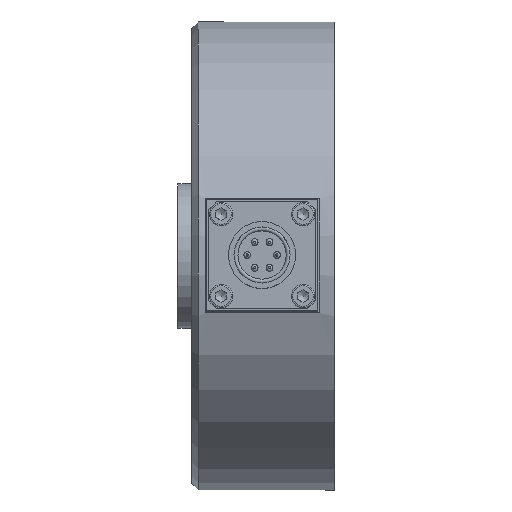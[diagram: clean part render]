
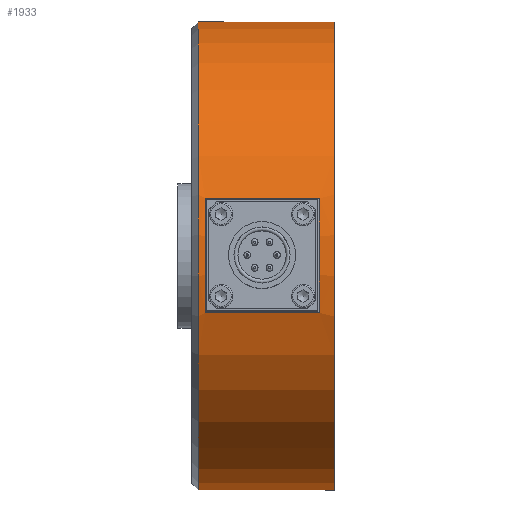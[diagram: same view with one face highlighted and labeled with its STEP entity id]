
A CAD part, top view. The second image highlights one B-rep face of the part: STEP entity #1933.
In plain terms, the highlighted cylindrical face has radius 52.324 mm (diameter 104.648 mm), a full revolution.
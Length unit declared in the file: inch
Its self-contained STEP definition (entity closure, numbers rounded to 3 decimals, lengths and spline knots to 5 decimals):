
#67=CYLINDRICAL_SURFACE('',#2102,2.06);
#121=LINE('',#2945,#217);
#123=LINE('',#2949,#219);
#217=VECTOR('',#2353,1.);
#219=VECTOR('',#2355,1.);
#373=FACE_BOUND('',#620,.T.);
#374=FACE_BOUND('',#621,.T.);
#476=FACE_OUTER_BOUND('',#619,.T.);
#619=EDGE_LOOP('',(#1418));
#620=EDGE_LOOP('',(#1419,#1420,#1421,#1422));
#621=EDGE_LOOP('',(#1423));
#807=CIRCLE('',#2103,2.06);
#808=CIRCLE('',#2104,2.06);
#809=CIRCLE('',#2105,2.06);
#810=CIRCLE('',#2106,2.06);
#921=VERTEX_POINT('',#2943);
#922=VERTEX_POINT('',#2944);
#923=VERTEX_POINT('',#2946);
#924=VERTEX_POINT('',#2948);
#947=VERTEX_POINT('',#3007);
#948=VERTEX_POINT('',#3011);
#1114=EDGE_CURVE('',#921,#922,#121,.T.);
#1116=EDGE_CURVE('',#924,#923,#123,.T.);
#1140=EDGE_CURVE('',#947,#947,#807,.T.);
#1141=EDGE_CURVE('',#923,#921,#808,.T.);
#1142=EDGE_CURVE('',#922,#924,#809,.T.);
#1143=EDGE_CURVE('',#948,#948,#810,.T.);
#1418=ORIENTED_EDGE('',*,*,#1140,.F.);
#1419=ORIENTED_EDGE('',*,*,#1141,.T.);
#1420=ORIENTED_EDGE('',*,*,#1114,.T.);
#1421=ORIENTED_EDGE('',*,*,#1142,.T.);
#1422=ORIENTED_EDGE('',*,*,#1116,.T.);
#1423=ORIENTED_EDGE('',*,*,#1143,.F.);
#1933=ADVANCED_FACE('',(#476,#373,#374),#67,.T.);
#2102=AXIS2_PLACEMENT_3D('',#3006,#2419,#2420);
#2103=AXIS2_PLACEMENT_3D('',#3008,#2421,#2422);
#2104=AXIS2_PLACEMENT_3D('',#3009,#2423,#2424);
#2105=AXIS2_PLACEMENT_3D('',#3010,#2425,#2426);
#2106=AXIS2_PLACEMENT_3D('',#3012,#2427,#2428);
#2353=DIRECTION('',(-1.,0.,0.));
#2355=DIRECTION('',(1.,0.,0.));
#2419=DIRECTION('center_axis',(1.,0.,0.));
#2420=DIRECTION('ref_axis',(0.,0.707,-0.707));
#2421=DIRECTION('center_axis',(-1.,0.,0.));
#2422=DIRECTION('ref_axis',(0.,-0.707,0.707));
#2423=DIRECTION('center_axis',(1.,0.,0.));
#2424=DIRECTION('ref_axis',(0.,0.707,-0.707));
#2425=DIRECTION('center_axis',(-1.,0.,0.));
#2426=DIRECTION('ref_axis',(0.,0.707,-0.707));
#2427=DIRECTION('center_axis',(1.,0.,0.));
#2428=DIRECTION('ref_axis',(0.,0.707,-0.707));
#2943=CARTESIAN_POINT('',(1.02718,-1.29071,-0.04786));
#2944=CARTESIAN_POINT('',(0.02718,-1.29071,-0.04786));
#2945=CARTESIAN_POINT('',(1.02718,-1.29071,-0.04786));
#2946=CARTESIAN_POINT('',(1.02718,-0.28753,-0.04786));
#2948=CARTESIAN_POINT('',(0.02718,-0.28753,-0.04786));
#2949=CARTESIAN_POINT('',(0.02718,-0.28753,-0.04786));
#3006=CARTESIAN_POINT('Origin',(0.53218,-0.78912,-2.04586));
#3007=CARTESIAN_POINT('',(-0.03282,-2.24576,-0.58922));
#3008=CARTESIAN_POINT('Origin',(-0.03282,-0.78912,
-2.04586));
#3009=CARTESIAN_POINT('Origin',(1.02718,-0.78912,-2.04586));
#3010=CARTESIAN_POINT('Origin',(0.02718,-0.78912,-2.04586));
#3011=CARTESIAN_POINT('',(1.15718,-2.24576,-0.58922));
#3012=CARTESIAN_POINT('Origin',(1.15718,-0.78912,-2.04586));
